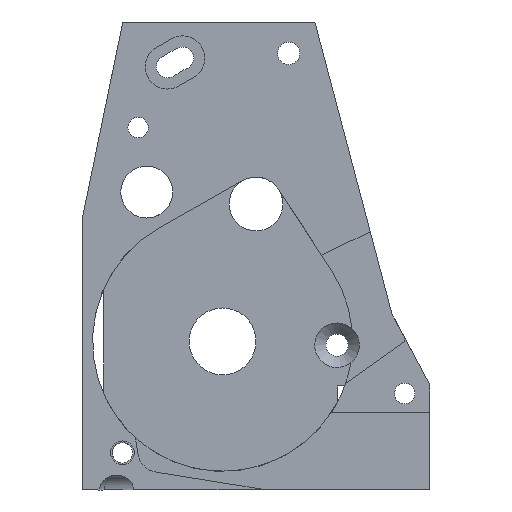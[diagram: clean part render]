
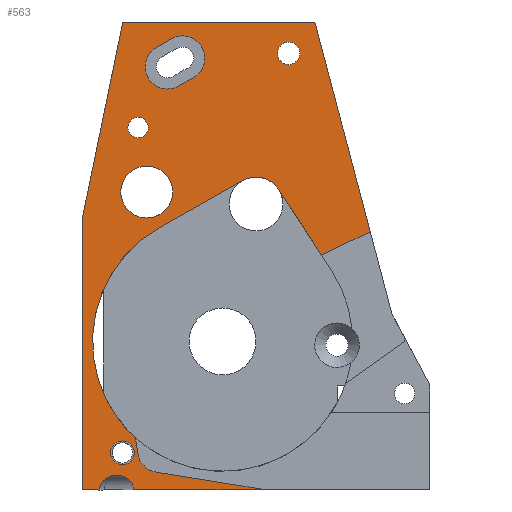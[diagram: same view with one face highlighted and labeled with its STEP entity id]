
A CAD part, front view. The second image highlights one B-rep face of the part: STEP entity #563.
In plain terms, the highlighted planar face has unit normal (0, -1, 0).
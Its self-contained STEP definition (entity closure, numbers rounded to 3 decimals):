
#117 = EDGE_CURVE('',#118,#118,#120,.T.);
#118 = VERTEX_POINT('',#119);
#119 = CARTESIAN_POINT('',(-11.205,5.,40.11));
#120 = CIRCLE('',#121,3.5);
#121 = AXIS2_PLACEMENT_3D('',#122,#123,#124);
#122 = CARTESIAN_POINT('',(-14.705,5.,40.11));
#123 = DIRECTION('',(0.,-1.,0.));
#124 = DIRECTION('',(1.,0.,0.));
#493 = VERTEX_POINT('',#494);
#494 = CARTESIAN_POINT('',(-23.386,5.,0.));
#527 = VERTEX_POINT('',#528);
#528 = CARTESIAN_POINT('',(-23.386,5.,36.604));
#534 = EDGE_CURVE('',#493,#527,#535,.T.);
#535 = LINE('',#536,#537);
#536 = CARTESIAN_POINT('',(-23.386,5.,15.702));
#537 = VECTOR('',#538,1.);
#538 = DIRECTION('',(0.,0.,1.));
#563 = ADVANCED_FACE('',(#564,#717,#728,#731,#742,#778),#789,.F.);
#564 = FACE_BOUND('',#565,.F.);
#565 = EDGE_LOOP('',(#566,#576,#584,#593,#620,#626,#627,#635,#643,#651,
    #659,#667,#676,#684,#693,#702,#710));
#566 = ORIENTED_EDGE('',*,*,#567,.F.);
#567 = EDGE_CURVE('',#568,#570,#572,.T.);
#568 = VERTEX_POINT('',#569);
#569 = CARTESIAN_POINT('',(1.502,5.,0.));
#570 = VERTEX_POINT('',#571);
#571 = CARTESIAN_POINT('',(-13.42,5.,2.397));
#572 = LINE('',#573,#574);
#573 = CARTESIAN_POINT('',(-10.79,5.,1.975));
#574 = VECTOR('',#575,1.);
#575 = DIRECTION('',(-0.987,0.,0.159));
#576 = ORIENTED_EDGE('',*,*,#577,.F.);
#577 = EDGE_CURVE('',#578,#568,#580,.T.);
#578 = VERTEX_POINT('',#579);
#579 = CARTESIAN_POINT('',(-16.458,5.,0.));
#580 = LINE('',#581,#582);
#581 = CARTESIAN_POINT('',(-8.966,5.,0.));
#582 = VECTOR('',#583,1.);
#583 = DIRECTION('',(1.,0.,0.));
#584 = ORIENTED_EDGE('',*,*,#585,.F.);
#585 = EDGE_CURVE('',#586,#578,#588,.T.);
#586 = VERTEX_POINT('',#587);
#587 = CARTESIAN_POINT('',(-18.56,5.,1.992));
#588 = ELLIPSE('',#589,2.309,2.);
#589 = AXIS2_PLACEMENT_3D('',#590,#591,#592);
#590 = CARTESIAN_POINT('',(-18.767,5.,0.));
#591 = DIRECTION('',(0.,1.,0.));
#592 = DIRECTION('',(-1.,0.,0.));
#593 = ORIENTED_EDGE('',*,*,#594,.F.);
#594 = EDGE_CURVE('',#595,#586,#597,.T.);
#595 = VERTEX_POINT('',#596);
#596 = CARTESIAN_POINT('',(-21.034,5.,0.));
#597 = B_SPLINE_CURVE_WITH_KNOTS('',6,(#598,#599,#600,#601,#602,#603,
    #604,#605,#606,#607,#608,#609,#610,#611,#612,#613,#614,#615,#616,
    #617,#618,#619),.UNSPECIFIED.,.F.,.F.,(7,5,5,5,7),(0.,0.311
    ,0.478,0.659,1.),.UNSPECIFIED.);
#598 = CARTESIAN_POINT('',(-21.034,5.,0.));
#599 = CARTESIAN_POINT('',(-21.034,5.,0.182));
#600 = CARTESIAN_POINT('',(-21.012,5.,0.365));
#601 = CARTESIAN_POINT('',(-20.967,5.,0.544));
#602 = CARTESIAN_POINT('',(-20.901,5.,0.717));
#603 = CARTESIAN_POINT('',(-20.815,5.,0.88));
#604 = CARTESIAN_POINT('',(-20.657,5.,1.114));
#605 = CARTESIAN_POINT('',(-20.597,5.,1.193));
#606 = CARTESIAN_POINT('',(-20.532,5.,1.268));
#607 = CARTESIAN_POINT('',(-20.462,5.,1.339));
#608 = CARTESIAN_POINT('',(-20.389,5.,1.406));
#609 = CARTESIAN_POINT('',(-20.229,5.,1.537));
#610 = CARTESIAN_POINT('',(-20.142,5.,1.6));
#611 = CARTESIAN_POINT('',(-20.052,5.,1.658));
#612 = CARTESIAN_POINT('',(-19.958,5.,1.711));
#613 = CARTESIAN_POINT('',(-19.861,5.,1.758));
#614 = CARTESIAN_POINT('',(-19.574,5.,1.881));
#615 = CARTESIAN_POINT('',(-19.378,5.,1.941));
#616 = CARTESIAN_POINT('',(-19.176,5.,1.983));
#617 = CARTESIAN_POINT('',(-18.971,5.,2.005));
#618 = CARTESIAN_POINT('',(-18.764,5.,2.008));
#619 = CARTESIAN_POINT('',(-18.56,5.,1.992));
#620 = ORIENTED_EDGE('',*,*,#621,.F.);
#621 = EDGE_CURVE('',#493,#595,#622,.T.);
#622 = LINE('',#623,#624);
#623 = CARTESIAN_POINT('',(-8.966,5.,0.));
#624 = VECTOR('',#625,1.);
#625 = DIRECTION('',(1.,0.,0.));
#626 = ORIENTED_EDGE('',*,*,#534,.T.);
#627 = ORIENTED_EDGE('',*,*,#628,.F.);
#628 = EDGE_CURVE('',#629,#527,#631,.T.);
#629 = VERTEX_POINT('',#630);
#630 = CARTESIAN_POINT('',(-17.939,5.,63.));
#631 = LINE('',#632,#633);
#632 = CARTESIAN_POINT('',(-23.577,5.,35.679));
#633 = VECTOR('',#634,1.);
#634 = DIRECTION('',(-0.202,0.,-0.979)
  );
#635 = ORIENTED_EDGE('',*,*,#636,.F.);
#636 = EDGE_CURVE('',#637,#629,#639,.T.);
#637 = VERTEX_POINT('',#638);
#638 = CARTESIAN_POINT('',(7.939,5.,63.));
#639 = LINE('',#640,#641);
#640 = CARTESIAN_POINT('',(-7.905,5.,63.));
#641 = VECTOR('',#642,1.);
#642 = DIRECTION('',(-1.,0.,0.));
#643 = ORIENTED_EDGE('',*,*,#644,.F.);
#644 = EDGE_CURVE('',#645,#637,#647,.T.);
#645 = VERTEX_POINT('',#646);
#646 = CARTESIAN_POINT('',(15.373,5.,34.772));
#647 = LINE('',#648,#649);
#648 = CARTESIAN_POINT('',(13.993,5.,40.013));
#649 = VECTOR('',#650,1.);
#650 = DIRECTION('',(-0.255,0.,0.967)
  );
#651 = ORIENTED_EDGE('',*,*,#652,.F.);
#652 = EDGE_CURVE('',#653,#645,#655,.T.);
#653 = VERTEX_POINT('',#654);
#654 = CARTESIAN_POINT('',(8.818,5.,31.615));
#655 = LINE('',#656,#657);
#656 = CARTESIAN_POINT('',(1.,5.,27.85));
#657 = VECTOR('',#658,1.);
#658 = DIRECTION('',(0.901,0.,0.434));
#659 = ORIENTED_EDGE('',*,*,#660,.F.);
#660 = EDGE_CURVE('',#661,#653,#663,.T.);
#661 = VERTEX_POINT('',#662);
#662 = CARTESIAN_POINT('',(3.036,5.,40.48));
#663 = LINE('',#664,#665);
#664 = CARTESIAN_POINT('',(3.036,5.,40.48));
#665 = VECTOR('',#666,1.);
#666 = DIRECTION('',(0.546,0.,-0.838));
#667 = ORIENTED_EDGE('',*,*,#668,.T.);
#668 = EDGE_CURVE('',#661,#669,#671,.T.);
#669 = VERTEX_POINT('',#670);
#670 = CARTESIAN_POINT('',(-1.788,5.,41.654));
#671 = CIRCLE('',#672,3.625);
#672 = AXIS2_PLACEMENT_3D('',#673,#674,#675);
#673 = CARTESIAN_POINT('',(0.,5.,38.5));
#674 = DIRECTION('',(0.,-1.,0.));
#675 = DIRECTION('',(1.,0.,0.));
#676 = ORIENTED_EDGE('',*,*,#677,.F.);
#677 = EDGE_CURVE('',#678,#669,#680,.T.);
#678 = VERTEX_POINT('',#679);
#679 = CARTESIAN_POINT('',(-13.13,5.,35.224));
#680 = LINE('',#681,#682);
#681 = CARTESIAN_POINT('',(-13.13,5.,35.224));
#682 = VECTOR('',#683,1.);
#683 = DIRECTION('',(0.87,0.,0.493));
#684 = ORIENTED_EDGE('',*,*,#685,.T.);
#685 = EDGE_CURVE('',#678,#686,#688,.T.);
#686 = VERTEX_POINT('',#687);
#687 = CARTESIAN_POINT('',(-18.677,5.,9.741));
#688 = CIRCLE('',#689,17.5);
#689 = AXIS2_PLACEMENT_3D('',#690,#691,#692);
#690 = CARTESIAN_POINT('',(-4.5,5.,20.));
#691 = DIRECTION('',(0.,-1.,0.));
#692 = DIRECTION('',(1.,0.,0.));
#693 = ORIENTED_EDGE('',*,*,#694,.T.);
#694 = EDGE_CURVE('',#686,#695,#697,.T.);
#695 = VERTEX_POINT('',#696);
#696 = CARTESIAN_POINT('',(-16.235,5.,7.018));
#697 = CIRCLE('',#698,17.5);
#698 = AXIS2_PLACEMENT_3D('',#699,#700,#701);
#699 = CARTESIAN_POINT('',(-4.5,5.,20.));
#700 = DIRECTION('',(0.,-1.,0.));
#701 = DIRECTION('',(1.,0.,0.));
#702 = ORIENTED_EDGE('',*,*,#703,.F.);
#703 = EDGE_CURVE('',#704,#695,#706,.T.);
#704 = VERTEX_POINT('',#705);
#705 = CARTESIAN_POINT('',(-15.909,5.,4.903));
#706 = LINE('',#707,#708);
#707 = CARTESIAN_POINT('',(-15.909,5.,4.903));
#708 = VECTOR('',#709,1.);
#709 = DIRECTION('',(-0.152,0.,0.988));
#710 = ORIENTED_EDGE('',*,*,#711,.F.);
#711 = EDGE_CURVE('',#570,#704,#712,.T.);
#712 = CIRCLE('',#713,3.);
#713 = AXIS2_PLACEMENT_3D('',#714,#715,#716);
#714 = CARTESIAN_POINT('',(-12.944,5.,5.359));
#715 = DIRECTION('',(0.,1.,0.));
#716 = DIRECTION('',(-0.159,0.,-0.987
    ));
#717 = FACE_BOUND('',#718,.F.);
#718 = EDGE_LOOP('',(#719));
#719 = ORIENTED_EDGE('',*,*,#720,.T.);
#720 = EDGE_CURVE('',#721,#721,#723,.T.);
#721 = VERTEX_POINT('',#722);
#722 = CARTESIAN_POINT('',(-16.388,5.,5.007));
#723 = CIRCLE('',#724,1.6);
#724 = AXIS2_PLACEMENT_3D('',#725,#726,#727);
#725 = CARTESIAN_POINT('',(-17.988,5.,5.007));
#726 = DIRECTION('',(0.,-1.,0.));
#727 = DIRECTION('',(1.,0.,0.));
#728 = FACE_BOUND('',#729,.F.);
#729 = EDGE_LOOP('',(#730));
#730 = ORIENTED_EDGE('',*,*,#117,.T.);
#731 = FACE_BOUND('',#732,.F.);
#732 = EDGE_LOOP('',(#733));
#733 = ORIENTED_EDGE('',*,*,#734,.T.);
#734 = EDGE_CURVE('',#735,#735,#737,.T.);
#735 = VERTEX_POINT('',#736);
#736 = CARTESIAN_POINT('',(-14.491,5.,48.789));
#737 = CIRCLE('',#738,1.375);
#738 = AXIS2_PLACEMENT_3D('',#739,#740,#741);
#739 = CARTESIAN_POINT('',(-15.866,5.,48.789));
#740 = DIRECTION('',(0.,-1.,0.));
#741 = DIRECTION('',(1.,0.,0.));
#742 = FACE_BOUND('',#743,.F.);
#743 = EDGE_LOOP('',(#744,#755,#763,#772));
#744 = ORIENTED_EDGE('',*,*,#745,.F.);
#745 = EDGE_CURVE('',#746,#748,#750,.T.);
#746 = VERTEX_POINT('',#747);
#747 = CARTESIAN_POINT('',(-10.429,5.,54.366));
#748 = VERTEX_POINT('',#749);
#749 = CARTESIAN_POINT('',(-13.412,5.,59.572));
#750 = CIRCLE('',#751,3.);
#751 = AXIS2_PLACEMENT_3D('',#752,#753,#754);
#752 = CARTESIAN_POINT('',(-11.921,5.,56.969));
#753 = DIRECTION('',(0.,1.,0.));
#754 = DIRECTION('',(-1.,0.,0.));
#755 = ORIENTED_EDGE('',*,*,#756,.F.);
#756 = EDGE_CURVE('',#757,#746,#759,.T.);
#757 = VERTEX_POINT('',#758);
#758 = CARTESIAN_POINT('',(-8.399,5.,55.53));
#759 = LINE('',#760,#761);
#760 = CARTESIAN_POINT('',(-8.399,5.,55.53));
#761 = VECTOR('',#762,1.);
#762 = DIRECTION('',(-0.868,0.,-0.497)
  );
#763 = ORIENTED_EDGE('',*,*,#764,.F.);
#764 = EDGE_CURVE('',#765,#757,#767,.T.);
#765 = VERTEX_POINT('',#766);
#766 = CARTESIAN_POINT('',(-11.382,5.,60.736));
#767 = CIRCLE('',#768,3.);
#768 = AXIS2_PLACEMENT_3D('',#769,#770,#771);
#769 = CARTESIAN_POINT('',(-9.89,5.,58.133));
#770 = DIRECTION('',(0.,1.,0.));
#771 = DIRECTION('',(-1.,0.,0.));
#772 = ORIENTED_EDGE('',*,*,#773,.F.);
#773 = EDGE_CURVE('',#748,#765,#774,.T.);
#774 = LINE('',#775,#776);
#775 = CARTESIAN_POINT('',(-13.412,5.,59.572));
#776 = VECTOR('',#777,1.);
#777 = DIRECTION('',(0.868,0.,0.497));
#778 = FACE_BOUND('',#779,.F.);
#779 = EDGE_LOOP('',(#780));
#780 = ORIENTED_EDGE('',*,*,#781,.T.);
#781 = EDGE_CURVE('',#782,#782,#784,.T.);
#782 = VERTEX_POINT('',#783);
#783 = CARTESIAN_POINT('',(5.89,5.,58.768));
#784 = CIRCLE('',#785,1.5);
#785 = AXIS2_PLACEMENT_3D('',#786,#787,#788);
#786 = CARTESIAN_POINT('',(4.39,5.,58.768));
#787 = DIRECTION('',(0.,-1.,0.));
#788 = DIRECTION('',(1.,0.,0.));
#789 = PLANE('',#790);
#790 = AXIS2_PLACEMENT_3D('',#791,#792,#793);
#791 = CARTESIAN_POINT('',(-10.81,5.,31.405));
#792 = DIRECTION('',(0.,1.,0.));
#793 = DIRECTION('',(0.,0.,1.));
